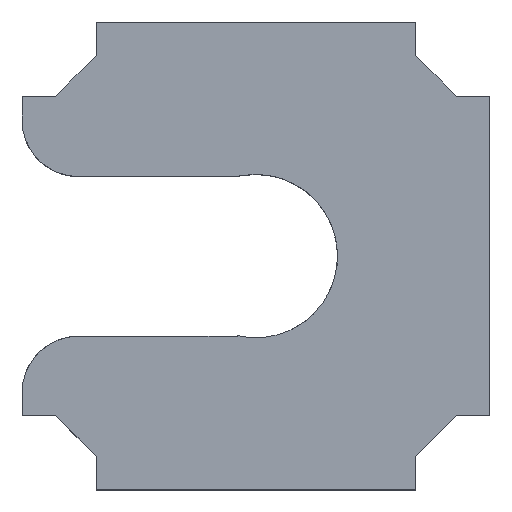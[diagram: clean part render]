
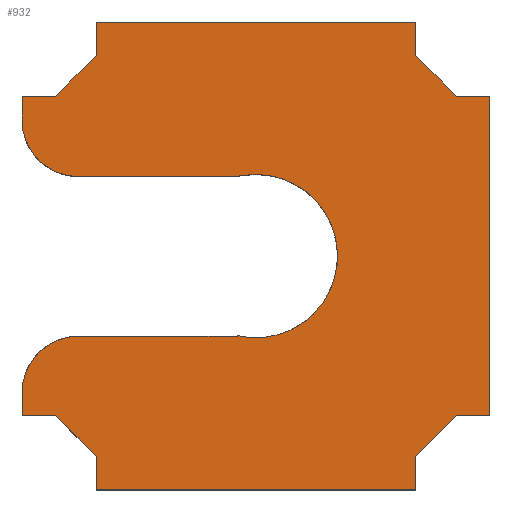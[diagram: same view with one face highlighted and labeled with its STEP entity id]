
A CAD part, top view. The second image highlights one B-rep face of the part: STEP entity #932.
In plain terms, the highlighted planar face has unit normal (0, 0, 1).
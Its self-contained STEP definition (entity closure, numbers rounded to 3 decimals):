
#34=PLANE('',#1024);
#78=FACE_OUTER_BOUND('',#124,.T.);
#124=EDGE_LOOP('',(#767,#768,#769,#770,#771,#772,#773,#774,#775,#776,#777,
#778,#779,#780,#781,#782,#783,#784,#785,#786,#787,#788,#789,#790));
#208=LINE('',#1469,#314);
#214=LINE('',#1485,#320);
#220=LINE('',#1498,#326);
#224=LINE('',#1511,#330);
#225=LINE('',#1513,#331);
#226=LINE('',#1515,#332);
#227=LINE('',#1517,#333);
#228=LINE('',#1519,#334);
#229=LINE('',#1521,#335);
#230=LINE('',#1523,#336);
#231=LINE('',#1525,#337);
#232=LINE('',#1527,#338);
#233=LINE('',#1529,#339);
#234=LINE('',#1531,#340);
#235=LINE('',#1533,#341);
#236=LINE('',#1535,#342);
#237=LINE('',#1537,#343);
#238=LINE('',#1539,#344);
#239=LINE('',#1541,#345);
#240=LINE('',#1545,#346);
#314=VECTOR('',#1160,10.);
#320=VECTOR('',#1178,10.);
#326=VECTOR('',#1192,10.);
#330=VECTOR('',#1208,10.);
#331=VECTOR('',#1209,10.);
#332=VECTOR('',#1210,10.);
#333=VECTOR('',#1211,10.);
#334=VECTOR('',#1212,10.);
#335=VECTOR('',#1213,10.);
#336=VECTOR('',#1214,10.);
#337=VECTOR('',#1215,10.);
#338=VECTOR('',#1216,10.);
#339=VECTOR('',#1217,10.);
#340=VECTOR('',#1218,10.);
#341=VECTOR('',#1219,10.);
#342=VECTOR('',#1220,10.);
#343=VECTOR('',#1221,10.);
#344=VECTOR('',#1222,10.);
#345=VECTOR('',#1223,10.);
#346=VECTOR('',#1226,10.);
#383=CIRCLE('',#995,8.7);
#385=CIRCLE('',#1012,6.);
#389=CIRCLE('',#1025,6.);
#390=CIRCLE('',#1026,6.);
#426=VERTEX_POINT('',#1425);
#427=VERTEX_POINT('',#1427);
#439=VERTEX_POINT('',#1466);
#440=VERTEX_POINT('',#1468);
#442=VERTEX_POINT('',#1476);
#444=VERTEX_POINT('',#1484);
#450=VERTEX_POINT('',#1510);
#451=VERTEX_POINT('',#1512);
#452=VERTEX_POINT('',#1514);
#453=VERTEX_POINT('',#1516);
#454=VERTEX_POINT('',#1518);
#455=VERTEX_POINT('',#1520);
#456=VERTEX_POINT('',#1522);
#457=VERTEX_POINT('',#1524);
#458=VERTEX_POINT('',#1526);
#459=VERTEX_POINT('',#1528);
#460=VERTEX_POINT('',#1530);
#461=VERTEX_POINT('',#1532);
#462=VERTEX_POINT('',#1534);
#463=VERTEX_POINT('',#1536);
#464=VERTEX_POINT('',#1538);
#465=VERTEX_POINT('',#1540);
#466=VERTEX_POINT('',#1542);
#467=VERTEX_POINT('',#1544);
#526=EDGE_CURVE('',#427,#426,#383,.T.);
#547=EDGE_CURVE('',#440,#439,#208,.T.);
#551=EDGE_CURVE('',#440,#442,#385,.T.);
#555=EDGE_CURVE('',#444,#442,#214,.T.);
#562=EDGE_CURVE('',#426,#444,#220,.T.);
#568=EDGE_CURVE('',#450,#439,#224,.T.);
#569=EDGE_CURVE('',#451,#450,#225,.T.);
#570=EDGE_CURVE('',#452,#451,#226,.T.);
#571=EDGE_CURVE('',#453,#452,#227,.T.);
#572=EDGE_CURVE('',#453,#454,#228,.T.);
#573=EDGE_CURVE('',#454,#455,#229,.T.);
#574=EDGE_CURVE('',#455,#456,#230,.T.);
#575=EDGE_CURVE('',#456,#457,#231,.T.);
#576=EDGE_CURVE('',#457,#458,#232,.T.);
#577=EDGE_CURVE('',#458,#459,#233,.T.);
#578=EDGE_CURVE('',#459,#460,#234,.T.);
#579=EDGE_CURVE('',#460,#461,#235,.T.);
#580=EDGE_CURVE('',#461,#462,#236,.T.);
#581=EDGE_CURVE('',#462,#463,#237,.T.);
#582=EDGE_CURVE('',#463,#464,#238,.T.);
#583=EDGE_CURVE('',#464,#465,#239,.T.);
#584=EDGE_CURVE('',#466,#465,#389,.T.);
#585=EDGE_CURVE('',#466,#467,#240,.T.);
#586=EDGE_CURVE('',#427,#467,#390,.T.);
#767=ORIENTED_EDGE('',*,*,#551,.F.);
#768=ORIENTED_EDGE('',*,*,#547,.T.);
#769=ORIENTED_EDGE('',*,*,#568,.F.);
#770=ORIENTED_EDGE('',*,*,#569,.F.);
#771=ORIENTED_EDGE('',*,*,#570,.F.);
#772=ORIENTED_EDGE('',*,*,#571,.F.);
#773=ORIENTED_EDGE('',*,*,#572,.T.);
#774=ORIENTED_EDGE('',*,*,#573,.T.);
#775=ORIENTED_EDGE('',*,*,#574,.T.);
#776=ORIENTED_EDGE('',*,*,#575,.T.);
#777=ORIENTED_EDGE('',*,*,#576,.T.);
#778=ORIENTED_EDGE('',*,*,#577,.T.);
#779=ORIENTED_EDGE('',*,*,#578,.T.);
#780=ORIENTED_EDGE('',*,*,#579,.T.);
#781=ORIENTED_EDGE('',*,*,#580,.T.);
#782=ORIENTED_EDGE('',*,*,#581,.T.);
#783=ORIENTED_EDGE('',*,*,#582,.T.);
#784=ORIENTED_EDGE('',*,*,#583,.T.);
#785=ORIENTED_EDGE('',*,*,#584,.F.);
#786=ORIENTED_EDGE('',*,*,#585,.T.);
#787=ORIENTED_EDGE('',*,*,#586,.F.);
#788=ORIENTED_EDGE('',*,*,#526,.T.);
#789=ORIENTED_EDGE('',*,*,#562,.T.);
#790=ORIENTED_EDGE('',*,*,#555,.T.);
#932=ADVANCED_FACE('',(#78),#34,.T.);
#995=AXIS2_PLACEMENT_3D('',#1428,#1118,#1119);
#1012=AXIS2_PLACEMENT_3D('',#1477,#1169,#1170);
#1024=AXIS2_PLACEMENT_3D('',#1509,#1206,#1207);
#1025=AXIS2_PLACEMENT_3D('',#1543,#1224,#1225);
#1026=AXIS2_PLACEMENT_3D('',#1546,#1227,#1228);
#1118=DIRECTION('center_axis',(0.,0.,-1.));
#1119=DIRECTION('ref_axis',(1.,0.,0.));
#1160=DIRECTION('',(0.,-1.,0.));
#1169=DIRECTION('center_axis',(0.,0.,-1.));
#1170=DIRECTION('ref_axis',(-0.707,0.707,0.));
#1178=DIRECTION('',(-1.,0.,0.));
#1192=DIRECTION('',(0.,-1.,0.));
#1206=DIRECTION('center_axis',(0.,0.,1.));
#1207=DIRECTION('ref_axis',(1.,0.,0.));
#1208=DIRECTION('',(-1.,0.,0.));
#1209=DIRECTION('',(-0.707,0.707,0.));
#1210=DIRECTION('',(0.,1.,0.));
#1211=DIRECTION('',(-1.,0.,0.));
#1212=DIRECTION('',(0.,1.,0.));
#1213=DIRECTION('',(0.707,0.707,0.));
#1214=DIRECTION('',(1.,0.,0.));
#1215=DIRECTION('',(0.,1.,0.));
#1216=DIRECTION('',(-1.,0.,0.));
#1217=DIRECTION('',(-0.707,0.707,0.));
#1218=DIRECTION('',(0.,1.,0.));
#1219=DIRECTION('',(-1.,0.,0.));
#1220=DIRECTION('',(0.,-1.,0.));
#1221=DIRECTION('',(-0.707,-0.707,0.));
#1222=DIRECTION('',(-1.,0.,0.));
#1223=DIRECTION('',(0.,-1.,0.));
#1224=DIRECTION('center_axis',(0.,0.,-1.));
#1225=DIRECTION('ref_axis',(-0.707,-0.707,0.));
#1226=DIRECTION('',(1.,0.,0.));
#1227=DIRECTION('center_axis',(0.,0.,-1.));
#1228=DIRECTION('ref_axis',(0.089,-0.996,0.));
#1425=CARTESIAN_POINT('',(-22.939,12.44,20.));
#1427=CARTESIAN_POINT('',(-22.485,29.473,20.));
#1428=CARTESIAN_POINT('Origin',(-20.951,20.909,20.));
#1466=CARTESIAN_POINT('',(-45.83,3.93,20.));
#1468=CARTESIAN_POINT('',(-45.83,6.379,20.));
#1469=CARTESIAN_POINT('',(-45.83,37.93,20.));
#1476=CARTESIAN_POINT('',(-39.83,12.379,20.));
#1477=CARTESIAN_POINT('Origin',(-39.83,6.379,20.));
#1484=CARTESIAN_POINT('',(-22.939,12.379,20.));
#1485=CARTESIAN_POINT('',(-10.399,12.379,20.));
#1498=CARTESIAN_POINT('',(-22.939,16.685,20.));
#1509=CARTESIAN_POINT('Origin',(2.141,20.93,20.));
#1510=CARTESIAN_POINT('',(-42.255,3.93,20.));
#1511=CARTESIAN_POINT('',(-42.255,3.93,20.));
#1512=CARTESIAN_POINT('',(-37.93,-0.395,20.));
#1513=CARTESIAN_POINT('',(-37.93,-0.395,20.));
#1514=CARTESIAN_POINT('',(-37.93,-3.97,20.));
#1515=CARTESIAN_POINT('',(-37.93,-4.17,20.));
#1516=CARTESIAN_POINT('',(-3.971,-3.97,20.));
#1517=CARTESIAN_POINT('',(-37.73,-3.97,20.));
#1518=CARTESIAN_POINT('',(-3.971,-0.437,20.));
#1519=CARTESIAN_POINT('',(-3.971,-4.17,20.));
#1520=CARTESIAN_POINT('',(0.395,3.93,20.));
#1521=CARTESIAN_POINT('',(-3.971,-0.437,20.));
#1522=CARTESIAN_POINT('',(3.97,3.93,20.));
#1523=CARTESIAN_POINT('',(0.395,3.93,20.));
#1524=CARTESIAN_POINT('',(3.97,37.93,20.));
#1525=CARTESIAN_POINT('',(3.97,3.93,20.));
#1526=CARTESIAN_POINT('',(0.395,37.93,20.));
#1527=CARTESIAN_POINT('',(4.17,37.93,20.));
#1528=CARTESIAN_POINT('',(-3.93,42.255,20.));
#1529=CARTESIAN_POINT('',(0.395,37.93,20.));
#1530=CARTESIAN_POINT('',(-3.93,45.83,20.));
#1531=CARTESIAN_POINT('',(-3.93,42.255,20.));
#1532=CARTESIAN_POINT('',(-37.93,45.83,20.));
#1533=CARTESIAN_POINT('',(-3.93,45.83,20.));
#1534=CARTESIAN_POINT('',(-37.93,42.255,20.));
#1535=CARTESIAN_POINT('',(-37.93,46.03,20.));
#1536=CARTESIAN_POINT('',(-42.255,37.93,20.));
#1537=CARTESIAN_POINT('',(-37.93,42.255,20.));
#1538=CARTESIAN_POINT('',(-45.83,37.93,20.));
#1539=CARTESIAN_POINT('',(-42.255,37.93,20.));
#1540=CARTESIAN_POINT('',(-45.83,35.379,20.));
#1541=CARTESIAN_POINT('',(-45.83,37.93,20.));
#1542=CARTESIAN_POINT('',(-39.83,29.379,20.));
#1543=CARTESIAN_POINT('Origin',(-39.83,35.379,20.));
#1544=CARTESIAN_POINT('',(-23.543,29.379,20.));
#1545=CARTESIAN_POINT('',(-26.264,29.379,20.));
#1546=CARTESIAN_POINT('Origin',(-23.543,35.379,20.));
